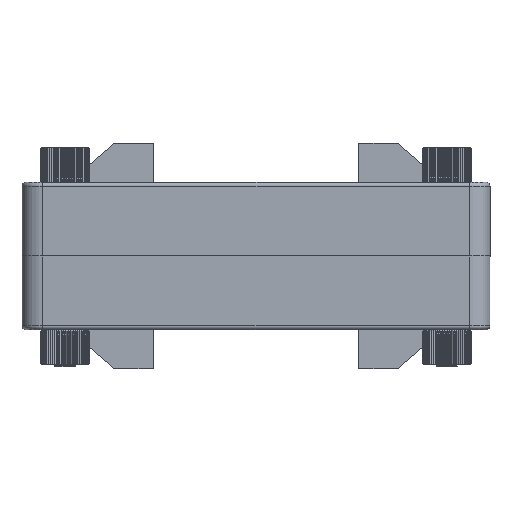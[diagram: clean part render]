
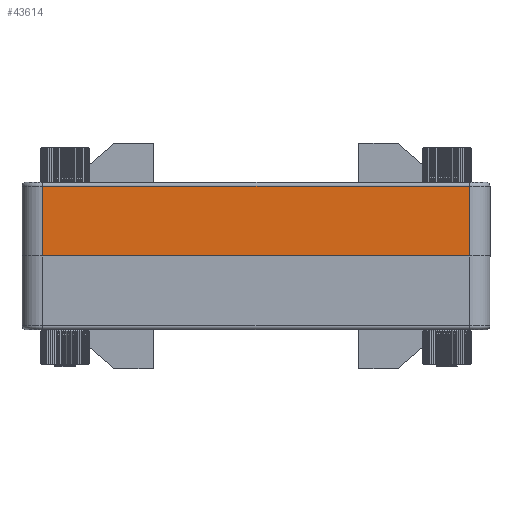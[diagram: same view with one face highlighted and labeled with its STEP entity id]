
A CAD part, front view. The second image highlights one B-rep face of the part: STEP entity #43614.
In plain terms, the highlighted face is planar.
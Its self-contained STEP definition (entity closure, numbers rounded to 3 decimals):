
#1738 = VECTOR ( 'NONE', #18483, 1000. ) ;
#5483 = DIRECTION ( 'NONE',  ( 0., -1., 0. ) ) ;
#7571 = CARTESIAN_POINT ( 'NONE',  ( 0., -5., 18. ) ) ;
#9972 = VERTEX_POINT ( 'NONE', #47397 ) ;
#12468 = LINE ( 'NONE', #17533, #62011 ) ;
#13091 = LINE ( 'NONE', #42696, #1738 ) ;
#13562 = EDGE_CURVE ( 'NONE', #50192, #19513, #61624, .T. ) ;
#15361 = EDGE_CURVE ( 'NONE', #9972, #56040, #48166, .T. ) ;
#17533 = CARTESIAN_POINT ( 'NONE',  ( 0., -5., 18. ) ) ;
#17689 = DIRECTION ( 'NONE',  ( 0., -1., 0. ) ) ;
#18483 = DIRECTION ( 'NONE',  ( 0., 0., -1. ) ) ;
#19513 = VERTEX_POINT ( 'NONE', #32623 ) ;
#21135 = CARTESIAN_POINT ( 'NONE',  ( 0., -5., 18. ) ) ;
#22492 = CARTESIAN_POINT ( 'NONE',  ( 0., -5., 18. ) ) ;
#23487 = ORIENTED_EDGE ( 'NONE', *, *, #15361, .T. ) ;
#26359 = FACE_OUTER_BOUND ( 'NONE', #28130, .T. ) ;
#27753 = AXIS2_PLACEMENT_3D ( 'NONE', #7571, #41952, #50874 ) ;
#28130 = EDGE_LOOP ( 'NONE', ( #35612, #23487, #39154, #40383 ) ) ;
#31885 = DIRECTION ( 'NONE',  ( 0., 0., -1. ) ) ;
#32623 = CARTESIAN_POINT ( 'NONE',  ( 0., -109., 18. ) ) ;
#35612 = ORIENTED_EDGE ( 'NONE', *, *, #46907, .T. ) ;
#39154 = ORIENTED_EDGE ( 'NONE', *, *, #52975, .F. ) ;
#40383 = ORIENTED_EDGE ( 'NONE', *, *, #13562, .F. ) ;
#40691 = PLANE ( 'NONE',  #27753 ) ;
#41749 = VECTOR ( 'NONE', #5483, 1000. ) ;
#41952 = DIRECTION ( 'NONE',  ( 1., 0., 0. ) ) ;
#42696 = CARTESIAN_POINT ( 'NONE',  ( 0., -109., 18. ) ) ;
#43614 = ADVANCED_FACE ( 'NONE', ( #26359 ), #40691, .F. ) ;
#46907 = EDGE_CURVE ( 'NONE', #50192, #9972, #12468, .T. ) ;
#47397 = CARTESIAN_POINT ( 'NONE',  ( 0., -5., 1. ) ) ;
#48166 = LINE ( 'NONE', #59271, #41749 ) ;
#50192 = VERTEX_POINT ( 'NONE', #21135 ) ;
#50874 = DIRECTION ( 'NONE',  ( 0., 1., 0. ) ) ;
#52975 = EDGE_CURVE ( 'NONE', #19513, #56040, #13091, .T. ) ;
#53548 = CARTESIAN_POINT ( 'NONE',  ( 0., -109., 1. ) ) ;
#56040 = VERTEX_POINT ( 'NONE', #53548 ) ;
#56109 = VECTOR ( 'NONE', #17689, 1000. ) ;
#59271 = CARTESIAN_POINT ( 'NONE',  ( 0., -5., 1. ) ) ;
#61624 = LINE ( 'NONE', #22492, #56109 ) ;
#62011 = VECTOR ( 'NONE', #31885, 1000. ) ;
